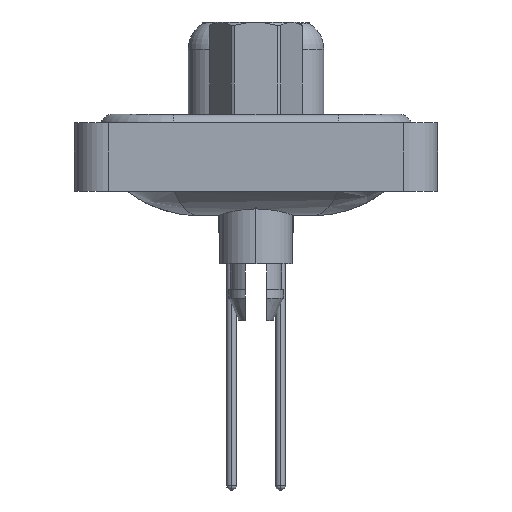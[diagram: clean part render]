
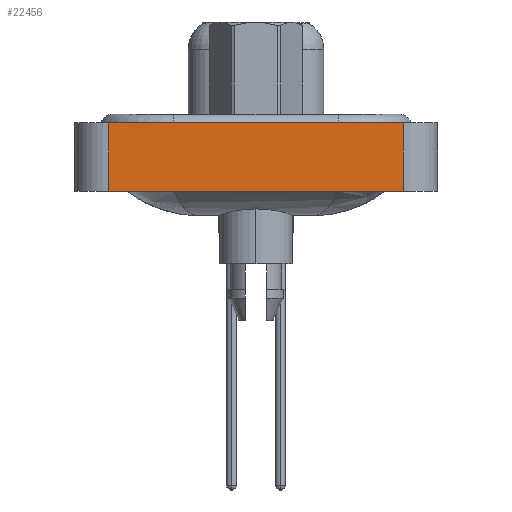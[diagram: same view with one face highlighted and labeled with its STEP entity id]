
A CAD part, left-side view. The second image highlights one B-rep face of the part: STEP entity #22456.
In plain terms, the highlighted planar face has unit normal (-1, 0, 0).
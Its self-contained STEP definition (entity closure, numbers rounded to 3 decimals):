
#1098 = EDGE_CURVE ( 'NONE', #12837, #19821, #14657, .T. ) ;
#1567 = ORIENTED_EDGE ( 'NONE', *, *, #3456, .F. ) ;
#2398 = LINE ( 'NONE', #11727, #17452 ) ;
#2689 = CARTESIAN_POINT ( 'NONE',  ( -7.35, -8.55, 0.4 ) ) ;
#2931 = CARTESIAN_POINT ( 'NONE',  ( -7.35, -8.55, -3.6 ) ) ;
#3456 = EDGE_CURVE ( 'NONE', #19821, #21902, #23939, .T. ) ;
#4256 = CARTESIAN_POINT ( 'NONE',  ( -7.35, -8.55, -3.6 ) ) ;
#5463 = DIRECTION ( 'NONE',  ( 0., 0., 1. ) ) ;
#5639 = CARTESIAN_POINT ( 'NONE',  ( -7.35, 8.55, -3.6 ) ) ;
#5691 = LINE ( 'NONE', #4256, #13292 ) ;
#7305 = DIRECTION ( 'NONE',  ( 0., 0., 1. ) ) ;
#10549 = CARTESIAN_POINT ( 'NONE',  ( -7.35, -8.55, -3.6 ) ) ;
#11248 = EDGE_LOOP ( 'NONE', ( #19637, #1567, #29308, #25839 ) ) ;
#11727 = CARTESIAN_POINT ( 'NONE',  ( -7.35, -8.55, -3.6 ) ) ;
#12837 = VERTEX_POINT ( 'NONE', #5639 ) ;
#13110 = EDGE_CURVE ( 'NONE', #17132, #21902, #2398, .T. ) ;
#13286 = PLANE ( 'NONE',  #28611 ) ;
#13292 = VECTOR ( 'NONE', #24496, 1000. ) ;
#14657 = LINE ( 'NONE', #17405, #29751 ) ;
#15602 = DIRECTION ( 'NONE',  ( 0., 0., 1. ) ) ;
#17132 = VERTEX_POINT ( 'NONE', #2931 ) ;
#17311 = EDGE_CURVE ( 'NONE', #12837, #17132, #5691, .T. ) ;
#17405 = CARTESIAN_POINT ( 'NONE',  ( -7.35, 8.55, -3.6 ) ) ;
#17452 = VECTOR ( 'NONE', #7305, 1000. ) ;
#19450 = CARTESIAN_POINT ( 'NONE',  ( -7.35, -8.55, 0.4 ) ) ;
#19499 = VECTOR ( 'NONE', #20646, 1000. ) ;
#19637 = ORIENTED_EDGE ( 'NONE', *, *, #13110, .T. ) ;
#19821 = VERTEX_POINT ( 'NONE', #29787 ) ;
#20165 = FACE_OUTER_BOUND ( 'NONE', #11248, .T. ) ;
#20646 = DIRECTION ( 'NONE',  ( 0., -1., 0. ) ) ;
#21902 = VERTEX_POINT ( 'NONE', #19450 ) ;
#22456 = ADVANCED_FACE ( 'NONE', ( #20165 ), #13286, .T. ) ;
#22764 = DIRECTION ( 'NONE',  ( -1., 0., 0. ) ) ;
#23939 = LINE ( 'NONE', #2689, #19499 ) ;
#24496 = DIRECTION ( 'NONE',  ( 0., -1., 0. ) ) ;
#25839 = ORIENTED_EDGE ( 'NONE', *, *, #17311, .T. ) ;
#28611 = AXIS2_PLACEMENT_3D ( 'NONE', #10549, #22764, #15602 ) ;
#29308 = ORIENTED_EDGE ( 'NONE', *, *, #1098, .F. ) ;
#29751 = VECTOR ( 'NONE', #5463, 1000. ) ;
#29787 = CARTESIAN_POINT ( 'NONE',  ( -7.35, 8.55, 0.4 ) ) ;
